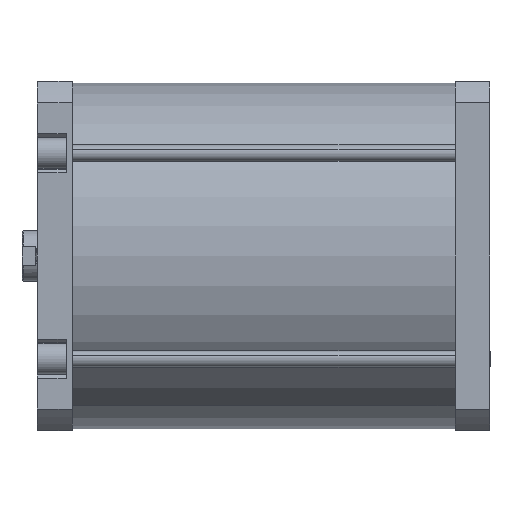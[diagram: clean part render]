
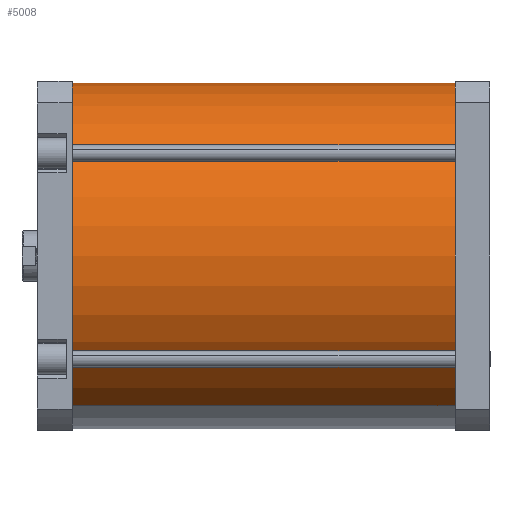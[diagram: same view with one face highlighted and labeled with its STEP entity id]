
A CAD part, front view. The second image highlights one B-rep face of the part: STEP entity #5008.
In plain terms, the highlighted cylindrical face has radius 168 mm (diameter 336 mm), a partial arc.
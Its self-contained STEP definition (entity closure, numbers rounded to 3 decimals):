
#110 = VERTEX_POINT ( 'NONE', #3665 ) ;
#115 = VERTEX_POINT ( 'NONE', #3669 ) ;
#182 = CIRCLE ( 'NONE', #6335, 168. ) ;
#1256 = CARTESIAN_POINT ( 'NONE',  ( -168., 0., 0. ) ) ;
#1277 = CARTESIAN_POINT ( 'NONE',  ( -168., 0., 372. ) ) ;
#2347 = FACE_OUTER_BOUND ( 'NONE', #5018, .T. ) ;
#2348 = CYLINDRICAL_SURFACE ( 'NONE', #6714, 168. ) ;
#2456 = EDGE_CURVE ( 'NONE', #3611, #110, #5680, .T. ) ;
#2503 = EDGE_CURVE ( 'NONE', #115, #110, #5743, .T. ) ;
#2531 = AXIS2_PLACEMENT_3D ( 'NONE', #3703, #3704, #3705 ) ;
#2695 = DIRECTION ( 'NONE',  ( -1., 0., 0. ) ) ;
#2697 = DIRECTION ( 'NONE',  ( 0., 0., -1. ) ) ;
#2698 = CARTESIAN_POINT ( 'NONE',  ( 0., 0., 372. ) ) ;
#3328 = EDGE_CURVE ( 'NONE', #3632, #3611, #6153, .T. ) ;
#3412 = EDGE_CURVE ( 'NONE', #3632, #115, #182, .T. ) ;
#3611 = VERTEX_POINT ( 'NONE', #1256 ) ;
#3632 = VERTEX_POINT ( 'NONE', #1277 ) ;
#3665 = CARTESIAN_POINT ( 'NONE',  ( 168., 0., 0. ) ) ;
#3669 = CARTESIAN_POINT ( 'NONE',  ( 168., 0., 372. ) ) ;
#3703 = CARTESIAN_POINT ( 'NONE',  ( 0., 0., 0. ) ) ;
#3704 = DIRECTION ( 'NONE',  ( 0., 0., 1. ) ) ;
#3705 = DIRECTION ( 'NONE',  ( 1., 0., 0. ) ) ;
#3815 = CARTESIAN_POINT ( 'NONE',  ( 168., 0., 372. ) ) ;
#3816 = DIRECTION ( 'NONE',  ( 0., 0., -1. ) ) ;
#4463 = CARTESIAN_POINT ( 'NONE',  ( -168., 0., 372. ) ) ;
#4466 = DIRECTION ( 'NONE',  ( 0., 0., -1. ) ) ;
#4642 = CARTESIAN_POINT ( 'NONE',  ( 0., 0., 372. ) ) ;
#4649 = DIRECTION ( 'NONE',  ( 0., 0., 1. ) ) ;
#4650 = DIRECTION ( 'NONE',  ( 1., 0., 0. ) ) ;
#5008 = ADVANCED_FACE ( 'NONE', ( #2347 ), #2348, .T. ) ;
#5018 = EDGE_LOOP ( 'NONE', ( #5654, #5653, #5652, #5651 ) ) ;
#5651 = ORIENTED_EDGE ( 'NONE', *, *, #2456, .T. ) ;
#5652 = ORIENTED_EDGE ( 'NONE', *, *, #3328, .T. ) ;
#5653 = ORIENTED_EDGE ( 'NONE', *, *, #3412, .F. ) ;
#5654 = ORIENTED_EDGE ( 'NONE', *, *, #2503, .F. ) ;
#5680 = CIRCLE ( 'NONE', #2531, 168. ) ;
#5741 = VECTOR ( 'NONE', #3816, 1000. ) ;
#5743 = LINE ( 'NONE', #3815, #5741 ) ;
#6153 = LINE ( 'NONE', #4463, #6157 ) ;
#6157 = VECTOR ( 'NONE', #4466, 1000. ) ;
#6335 = AXIS2_PLACEMENT_3D ( 'NONE', #4642, #4649, #4650 ) ;
#6714 = AXIS2_PLACEMENT_3D ( 'NONE', #2698, #2697, #2695 ) ;
